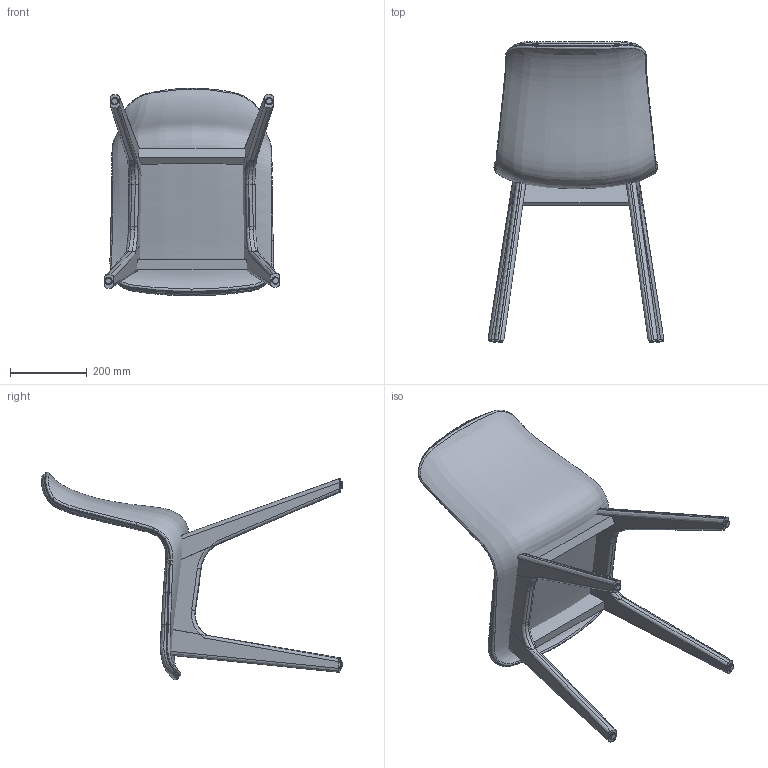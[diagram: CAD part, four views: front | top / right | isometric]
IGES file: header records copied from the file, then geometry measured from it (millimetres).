
Start section: SolidWorks IGES file using analytic representation for surfaces
Global section: file name: CL026 - IGS.IGS; native system: SolidWorks 2019; preprocessor: SolidWorks 2019; author: Comunicacao1; date: 200401.150754; units: millimetre
Bounding box: 459.44 x 786.45 x 542.04 mm (x, y, z)
Volume: 11334996.7 mm3; surface area: 1945701.5 mm2
Topology: 12 solids, 17 shells, 495 faces, 1212 edges, 725 vertices
Faces by surface type: bspline 269, plane 175, revolution 51
